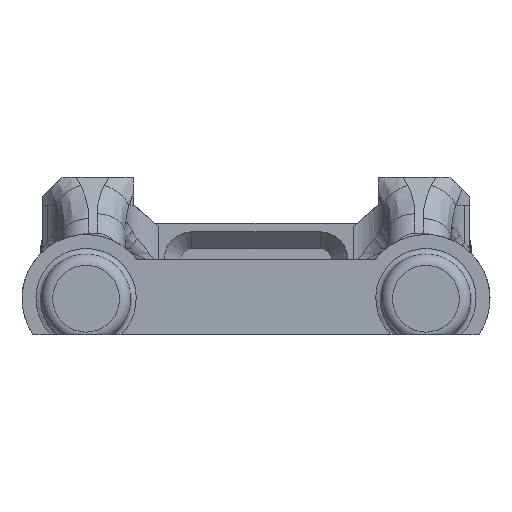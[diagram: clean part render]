
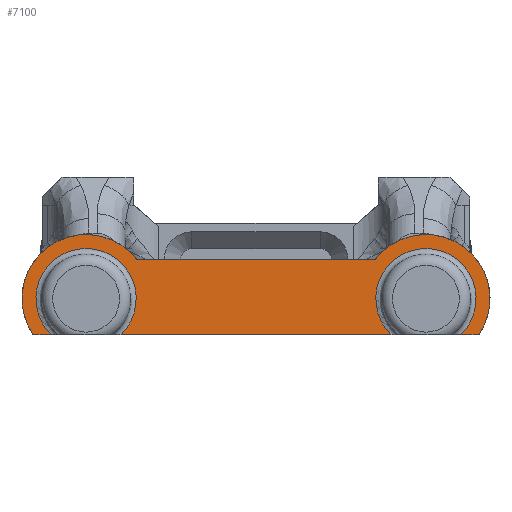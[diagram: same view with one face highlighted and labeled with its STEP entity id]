
A CAD part, left-side view. The second image highlights one B-rep face of the part: STEP entity #7100.
In plain terms, the highlighted planar face has unit normal (-1, 0, 0).
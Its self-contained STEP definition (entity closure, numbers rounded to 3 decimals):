
#394=PLANE('',#7629);
#1083=LINE('',#13806,#1775);
#1085=LINE('',#13809,#1777);
#1086=LINE('',#13810,#1778);
#1087=LINE('',#13811,#1779);
#1775=VECTOR('',#9344,10.);
#1777=VECTOR('',#9348,10.);
#1778=VECTOR('',#9349,10.);
#1779=VECTOR('',#9350,10.);
#2215=FACE_OUTER_BOUND('',#2603,.T.);
#2603=EDGE_LOOP('',(#6664,#6665,#6666,#6667,#6668,#6669,#6670,#6671));
#2774=CIRCLE('',#7125,9.);
#2821=CIRCLE('',#7294,11.5);
#2840=CIRCLE('',#7383,9.);
#2889=CIRCLE('',#7555,11.5);
#2904=VERTEX_POINT('',#9397);
#2905=VERTEX_POINT('',#9408);
#3150=VERTEX_POINT('',#11180);
#3151=VERTEX_POINT('',#11182);
#3259=VERTEX_POINT('',#11656);
#3260=VERTEX_POINT('',#11667);
#3503=VERTEX_POINT('',#13434);
#3504=VERTEX_POINT('',#13436);
#3586=EDGE_CURVE('',#2904,#2905,#2774,.T.);
#3945=EDGE_CURVE('',#3150,#3151,#2821,.T.);
#4120=EDGE_CURVE('',#3259,#3260,#2840,.T.);
#4483=EDGE_CURVE('',#3504,#3503,#2889,.T.);
#4616=EDGE_CURVE('',#3151,#3503,#1083,.T.);
#4618=EDGE_CURVE('',#2905,#3260,#1085,.T.);
#4619=EDGE_CURVE('',#3259,#3504,#1086,.T.);
#4620=EDGE_CURVE('',#2904,#3150,#1087,.T.);
#6664=ORIENTED_EDGE('',*,*,#4618,.T.);
#6665=ORIENTED_EDGE('',*,*,#4120,.F.);
#6666=ORIENTED_EDGE('',*,*,#4619,.T.);
#6667=ORIENTED_EDGE('',*,*,#4483,.T.);
#6668=ORIENTED_EDGE('',*,*,#4616,.F.);
#6669=ORIENTED_EDGE('',*,*,#3945,.F.);
#6670=ORIENTED_EDGE('',*,*,#4620,.F.);
#6671=ORIENTED_EDGE('',*,*,#3586,.T.);
#7100=ADVANCED_FACE('',(#2215),#394,.T.);
#7125=AXIS2_PLACEMENT_3D('',#9419,#7652,#7653);
#7294=AXIS2_PLACEMENT_3D('',#11183,#8205,#8206);
#7383=AXIS2_PLACEMENT_3D('',#11668,#8524,#8525);
#7555=AXIS2_PLACEMENT_3D('',#13437,#9084,#9085);
#7629=AXIS2_PLACEMENT_3D('',#13808,#9346,#9347);
#7652=DIRECTION('center_axis',(1.,0.,0.));
#7653=DIRECTION('ref_axis',(0.,0.,
1.));
#8205=DIRECTION('center_axis',(1.,0.,0.));
#8206=DIRECTION('ref_axis',(0.,-1.,0.));
#8524=DIRECTION('center_axis',(-1.,0.,0.));
#8525=DIRECTION('ref_axis',(0.,0.,1.));
#9084=DIRECTION('center_axis',(-1.,0.,0.));
#9085=DIRECTION('ref_axis',(0.,1.,0.));
#9344=DIRECTION('',(0.,-1.,0.));
#9346=DIRECTION('center_axis',(-1.,0.,0.));
#9347=DIRECTION('ref_axis',(0.,-1.,0.));
#9348=DIRECTION('',(0.,-1.,0.));
#9349=DIRECTION('',(0.,-1.,0.));
#9350=DIRECTION('',(0.,1.,0.));
#9397=CARTESIAN_POINT('',(-15.5,93.287,-3.44));
#9408=CARTESIAN_POINT('',(-15.5,80.713,-3.44));
#9419=CARTESIAN_POINT('Origin',(-15.5,87.,3.));
#11180=CARTESIAN_POINT('',(-15.5,96.528,-3.44));
#11182=CARTESIAN_POINT('',(-15.5,77.876,10.));
#11183=CARTESIAN_POINT('Origin',(-15.5,87.,3.));
#11656=CARTESIAN_POINT('',(-15.5,19.713,-3.44));
#11667=CARTESIAN_POINT('',(-15.5,32.287,-3.44));
#11668=CARTESIAN_POINT('Origin',(-15.5,26.,3.));
#13434=CARTESIAN_POINT('',(-15.5,35.124,10.));
#13436=CARTESIAN_POINT('',(-15.5,16.472,-3.44));
#13437=CARTESIAN_POINT('Origin',(-15.5,26.,3.));
#13806=CARTESIAN_POINT('',(-15.5,56.301,10.));
#13808=CARTESIAN_POINT('Origin',(-15.5,26.,3.));
#13809=CARTESIAN_POINT('',(-15.5,45.5,-3.44));
#13810=CARTESIAN_POINT('',(-15.5,45.5,-3.44));
#13811=CARTESIAN_POINT('',(-15.5,67.5,-3.44));
